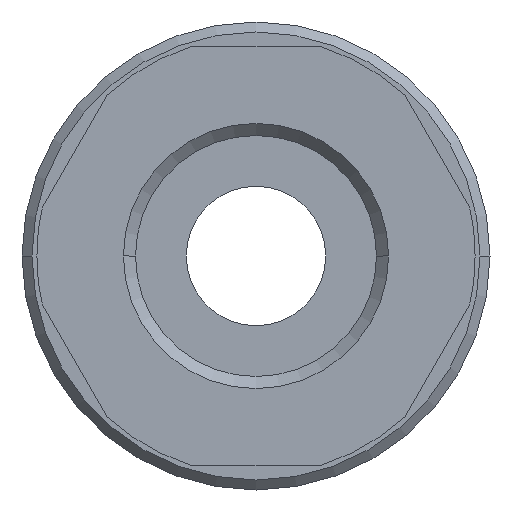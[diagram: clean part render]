
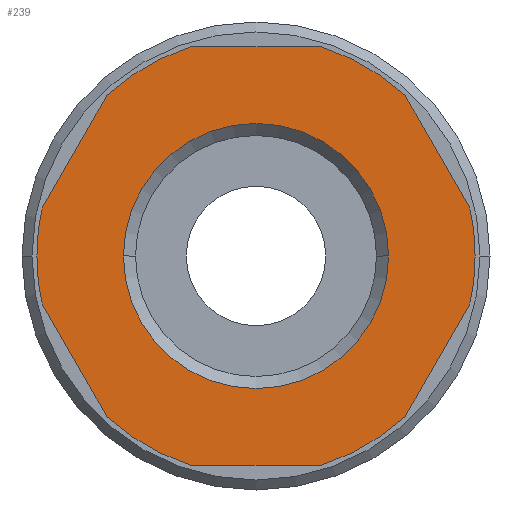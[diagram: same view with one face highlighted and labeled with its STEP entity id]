
A CAD part, front view. The second image highlights one B-rep face of the part: STEP entity #239.
In plain terms, the highlighted planar face has unit normal (0, -1, 0).
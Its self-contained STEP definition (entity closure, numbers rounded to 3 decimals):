
#239=ADVANCED_FACE('',(#544,#545),#546,.T.);
#544=FACE_BOUND('',#913,.T.);
#545=FACE_OUTER_BOUND('',#914,.T.);
#546=PLANE('',#915);
#913=EDGE_LOOP('',(#30708,#30709));
#914=EDGE_LOOP('',(#30710,#30711,#30712,#30713,#30714,#30715,#30716,#30717,#30718,#30719,#30720,#30721,#30722,#30723));
#915=AXIS2_PLACEMENT_3D('',#30724,#30725,#30726);
#30708=ORIENTED_EDGE('',*,*,#31481,.T.);
#30709=ORIENTED_EDGE('',*,*,#31486,.T.);
#30710=ORIENTED_EDGE('',*,*,#31381,.T.);
#30711=ORIENTED_EDGE('',*,*,#31487,.F.);
#30712=ORIENTED_EDGE('',*,*,#31488,.T.);
#30713=ORIENTED_EDGE('',*,*,#31450,.F.);
#30714=ORIENTED_EDGE('',*,*,#31489,.T.);
#30715=ORIENTED_EDGE('',*,*,#31490,.F.);
#30716=ORIENTED_EDGE('',*,*,#31371,.F.);
#30717=ORIENTED_EDGE('',*,*,#31491,.T.);
#30718=ORIENTED_EDGE('',*,*,#31392,.F.);
#30719=ORIENTED_EDGE('',*,*,#31492,.T.);
#30720=ORIENTED_EDGE('',*,*,#31493,.F.);
#30721=ORIENTED_EDGE('',*,*,#31494,.T.);
#30722=ORIENTED_EDGE('',*,*,#31495,.F.);
#30723=ORIENTED_EDGE('',*,*,#31305,.F.);
#30724=CARTESIAN_POINT('',(5.5,0.0,0.0));
#30725=DIRECTION('',(-0.0,-1.0,-0.0));
#30726=DIRECTION('',(-1.0,0.0,0.0));
#31305=EDGE_CURVE('',#31703,#31699,#31705,.T.);
#31371=EDGE_CURVE('',#31809,#31804,#31811,.T.);
#31381=EDGE_CURVE('',#31703,#31822,#31825,.T.);
#31392=EDGE_CURVE('',#31842,#31837,#31844,.T.);
#31450=EDGE_CURVE('',#31928,#31923,#31930,.T.);
#31481=EDGE_CURVE('',#31974,#31972,#31975,.T.);
#31486=EDGE_CURVE('',#31972,#31974,#31981,.T.);
#31487=EDGE_CURVE('',#31982,#31822,#31983,.T.);
#31488=EDGE_CURVE('',#31982,#31923,#31984,.T.);
#31489=EDGE_CURVE('',#31928,#31985,#31986,.T.);
#31490=EDGE_CURVE('',#31804,#31985,#31987,.T.);
#31491=EDGE_CURVE('',#31809,#31837,#31988,.T.);
#31492=EDGE_CURVE('',#31842,#31989,#31990,.T.);
#31493=EDGE_CURVE('',#31991,#31989,#31992,.T.);
#31494=EDGE_CURVE('',#31991,#31993,#31994,.T.);
#31495=EDGE_CURVE('',#31699,#31993,#31995,.T.);
#31699=VERTEX_POINT('',#32316);
#31703=VERTEX_POINT('',#32321);
#31705=CIRCLE('',#32324,11.0);
#31804=VERTEX_POINT('',#32654);
#31809=VERTEX_POINT('',#32660);
#31811=CIRCLE('',#32663,11.0);
#31822=VERTEX_POINT('',#32674);
#31825=LINE('',#32678,#32679);
#31837=VERTEX_POINT('',#32694);
#31842=VERTEX_POINT('',#32700);
#31844=CIRCLE('',#32703,11.0);
#31923=VERTEX_POINT('',#32872);
#31928=VERTEX_POINT('',#32878);
#31930=CIRCLE('',#32881,11.0);
#31972=VERTEX_POINT('',#32945);
#31974=VERTEX_POINT('',#32948);
#31975=CIRCLE('',#32949,6.655);
#31981=CIRCLE('',#32956,6.655);
#31982=VERTEX_POINT('',#32957);
#31983=CIRCLE('',#32958,11.0);
#31984=LINE('',#32959,#32960);
#31985=VERTEX_POINT('',#32961);
#31986=LINE('',#32962,#32963);
#31987=CIRCLE('',#32964,11.0);
#31988=LINE('',#32965,#32966);
#31989=VERTEX_POINT('',#32967);
#31990=LINE('',#32968,#32969);
#31991=VERTEX_POINT('',#32970);
#31992=CIRCLE('',#32971,11.0);
#31993=VERTEX_POINT('',#32972);
#31994=LINE('',#32973,#32974);
#31995=CIRCLE('',#32975,11.0);
#32316=CARTESIAN_POINT('',(-11.0,0.0,0.));
#32321=CARTESIAN_POINT('',(-10.733,0.0,-2.411));
#32324=AXIS2_PLACEMENT_3D('',#35618,#35619,#35620);
#32654=CARTESIAN_POINT('',(11.0,0.0,0.));
#32660=CARTESIAN_POINT('',(10.733,0.0,2.411));
#32663=AXIS2_PLACEMENT_3D('',#35691,#35692,#35693);
#32674=CARTESIAN_POINT('',(-7.454,0.0,-8.089));
#32678=CARTESIAN_POINT('',(-8.406,0.0,-6.441));
#32679=VECTOR('',#35713,1.0);
#32694=CARTESIAN_POINT('',(7.454,0.0,8.089));
#32700=CARTESIAN_POINT('',(3.279,0.0,10.5));
#32703=AXIS2_PLACEMENT_3D('',#35728,#35729,#35730);
#32872=CARTESIAN_POINT('',(3.279,0.0,-10.5));
#32878=CARTESIAN_POINT('',(7.454,0.0,-8.089));
#32881=AXIS2_PLACEMENT_3D('',#35812,#35813,#35814);
#32945=CARTESIAN_POINT('',(6.655,0.0,0.));
#32948=CARTESIAN_POINT('',(-6.655,0.0,0.));
#32949=AXIS2_PLACEMENT_3D('',#35848,#35849,#35850);
#32956=AXIS2_PLACEMENT_3D('',#35855,#35856,#35857);
#32957=CARTESIAN_POINT('',(-3.279,0.0,-10.5));
#32958=AXIS2_PLACEMENT_3D('',#35858,#35859,#35860);
#32959=CARTESIAN_POINT('',(2.75,0.0,-10.5));
#32960=VECTOR('',#35861,1.0);
#32961=CARTESIAN_POINT('',(10.733,0.0,-2.411));
#32962=CARTESIAN_POINT('',(9.781,0.0,-4.059));
#32963=VECTOR('',#35862,1.0);
#32964=AXIS2_PLACEMENT_3D('',#35863,#35864,#35865);
#32965=CARTESIAN_POINT('',(9.781,0.0,4.059));
#32966=VECTOR('',#35866,1.0);
#32967=CARTESIAN_POINT('',(-3.279,0.0,10.5));
#32968=CARTESIAN_POINT('',(2.75,0.0,10.5));
#32969=VECTOR('',#35867,1.0);
#32970=CARTESIAN_POINT('',(-7.454,0.0,8.089));
#32971=AXIS2_PLACEMENT_3D('',#35868,#35869,#35870);
#32972=CARTESIAN_POINT('',(-10.733,0.0,2.411));
#32973=CARTESIAN_POINT('',(-8.406,0.0,6.441));
#32974=VECTOR('',#35871,1.0);
#32975=AXIS2_PLACEMENT_3D('',#35872,#35873,#35874);
#35618=CARTESIAN_POINT('',(0.0,0.0,0.0));
#35619=DIRECTION('',(-0.0,1.0,0.0));
#35620=DIRECTION('',(1.0,0.0,0.0));
#35691=CARTESIAN_POINT('',(0.0,0.0,0.0));
#35692=DIRECTION('',(-0.0,1.0,0.0));
#35693=DIRECTION('',(1.0,0.0,0.0));
#35713=DIRECTION('',(0.5,0.0,-0.866));
#35728=CARTESIAN_POINT('',(0.0,0.0,0.0));
#35729=DIRECTION('',(-0.0,1.0,0.0));
#35730=DIRECTION('',(1.0,0.0,0.0));
#35812=CARTESIAN_POINT('',(0.0,0.0,0.0));
#35813=DIRECTION('',(-0.0,1.0,0.0));
#35814=DIRECTION('',(1.0,0.0,0.0));
#35848=CARTESIAN_POINT('',(0.0,0.0,0.0));
#35849=DIRECTION('',(-0.0,1.0,0.0));
#35850=DIRECTION('',(1.0,0.0,0.0));
#35855=CARTESIAN_POINT('',(0.0,0.0,0.0));
#35856=DIRECTION('',(-0.0,1.0,0.0));
#35857=DIRECTION('',(1.0,0.0,0.0));
#35858=CARTESIAN_POINT('',(0.0,0.0,0.0));
#35859=DIRECTION('',(-0.0,1.0,0.0));
#35860=DIRECTION('',(1.0,0.0,0.0));
#35861=DIRECTION('',(1.0,-0.0,0.0));
#35862=DIRECTION('',(0.5,-0.0,0.866));
#35863=CARTESIAN_POINT('',(0.0,0.0,0.0));
#35864=DIRECTION('',(-0.0,1.0,0.0));
#35865=DIRECTION('',(1.0,0.0,0.0));
#35866=DIRECTION('',(-0.5,0.0,0.866));
#35867=DIRECTION('',(-1.0,0.0,0.));
#35868=CARTESIAN_POINT('',(0.0,0.0,0.0));
#35869=DIRECTION('',(-0.0,1.0,0.0));
#35870=DIRECTION('',(1.0,0.0,0.0));
#35871=DIRECTION('',(-0.5,0.0,-0.866));
#35872=CARTESIAN_POINT('',(0.0,0.0,0.0));
#35873=DIRECTION('',(-0.0,1.0,0.0));
#35874=DIRECTION('',(1.0,0.0,0.0));
